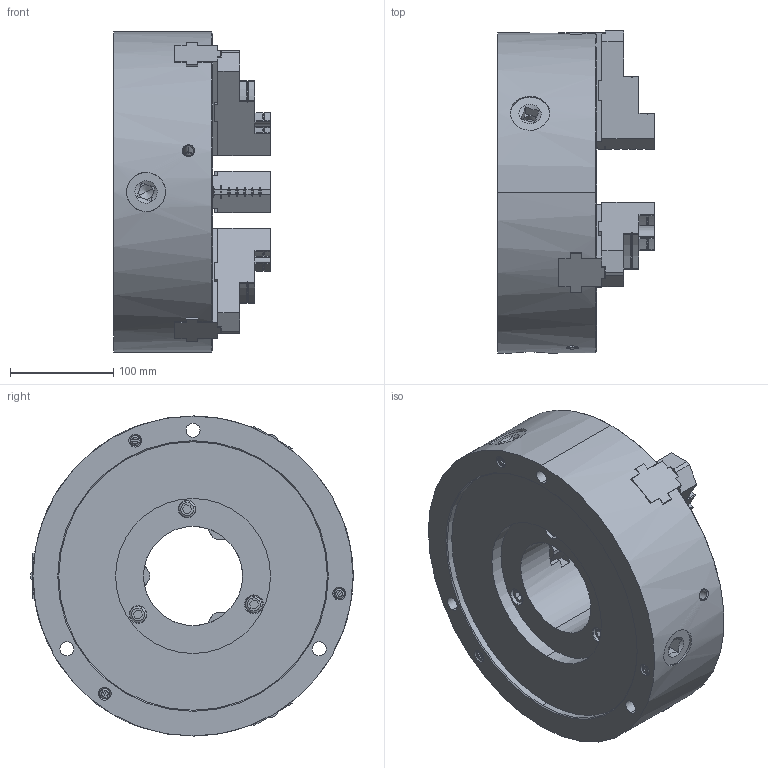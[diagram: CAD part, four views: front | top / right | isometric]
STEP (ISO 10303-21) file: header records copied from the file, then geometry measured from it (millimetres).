
FILE_DESCRIPTION (( 'STEP AP214' ), '1' );
FILE_NAME ('JN12TN.STEP', '2015-07-01T02:26:58', ( '' ), ( '' ), 'SwSTEP 2.0', 'SolidWorks 2014', '' );
FILE_SCHEMA (( 'AUTOMOTIVE_DESIGN' ));
Length unit declared in the file: millimetre
Products named in the file (1): JN12TN
Bounding box: 152 x 312 x 310 mm (x, y, z)
Volume: 6454585.4 mm3; surface area: 405783.1 mm2
Topology: 1 solids, 13 shells, 804 faces, 2174 edges, 1390 vertices
Faces by surface type: plane 383, cylinder 221, cone 156, torus 40, sphere 4
Entity records: 26398 total; most frequent: CARTESIAN_POINT 6195, ORIENTED_EDGE 4294, DIRECTION 4118, EDGE_CURVE 2147, AXIS2_PLACEMENT_3D 1458, VERTEX_POINT 1387, VECTOR 1202, LINE 1202
